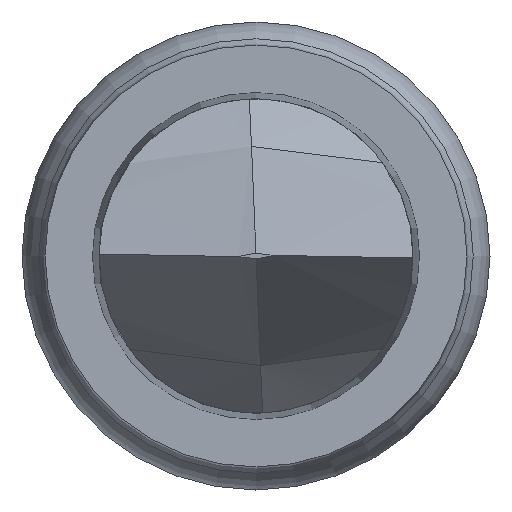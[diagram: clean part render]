
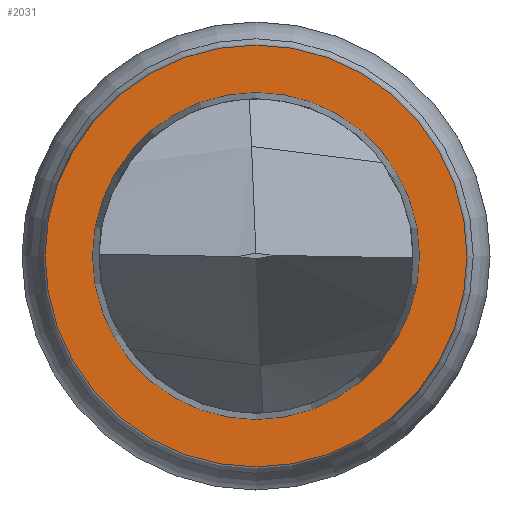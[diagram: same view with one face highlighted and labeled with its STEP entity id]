
A CAD part, left-side view. The second image highlights one B-rep face of the part: STEP entity #2031.
In plain terms, the highlighted planar face has unit normal (-1, 0, 0).
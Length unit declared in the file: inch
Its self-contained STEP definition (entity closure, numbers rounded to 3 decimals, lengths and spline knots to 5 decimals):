
#24 = CARTESIAN_POINT ( 'NONE',  ( 0., 0., -0.01879 ) ) ;
#135 = ORIENTED_EDGE ( 'NONE', *, *, #643, .T. ) ;
#163 = DIRECTION ( 'NONE',  ( 0., 0., -1. ) ) ;
#277 = PLANE ( 'NONE',  #1049 ) ;
#300 = CARTESIAN_POINT ( 'NONE',  ( 0., 0., 0. ) ) ;
#307 = FACE_OUTER_BOUND ( 'NONE', #1122, .T. ) ;
#494 = EDGE_CURVE ( 'NONE', #1958, #1958, #2088, .T. ) ;
#575 = FACE_BOUND ( 'NONE', #1212, .T. ) ;
#643 = EDGE_CURVE ( 'NONE', #1318, #1318, #1764, .T. ) ;
#792 = CARTESIAN_POINT ( 'NONE',  ( 0., 0.02725, 0. ) ) ;
#935 = DIRECTION ( 'NONE',  ( 1., 0., 0. ) ) ;
#1034 = DIRECTION ( 'NONE',  ( 1., 0., 0. ) ) ;
#1049 = AXIS2_PLACEMENT_3D ( 'NONE', #792, #1618, #163 ) ;
#1114 = CARTESIAN_POINT ( 'NONE',  ( 0., 0., -0.02425 ) ) ;
#1122 = EDGE_LOOP ( 'NONE', ( #1431 ) ) ;
#1150 = AXIS2_PLACEMENT_3D ( 'NONE', #300, #935, #2108 ) ;
#1212 = EDGE_LOOP ( 'NONE', ( #135 ) ) ;
#1318 = VERTEX_POINT ( 'NONE', #24 ) ;
#1370 = CARTESIAN_POINT ( 'NONE',  ( 0., 0., 0. ) ) ;
#1431 = ORIENTED_EDGE ( 'NONE', *, *, #494, .F. ) ;
#1454 = AXIS2_PLACEMENT_3D ( 'NONE', #1370, #1034, #1693 ) ;
#1618 = DIRECTION ( 'NONE',  ( 1., 0., 0. ) ) ;
#1693 = DIRECTION ( 'NONE',  ( 0., 0., -1. ) ) ;
#1764 = CIRCLE ( 'NONE', #1150, 0.01879 ) ;
#1958 = VERTEX_POINT ( 'NONE', #1114 ) ;
#2031 = ADVANCED_FACE ( 'NONE', ( #575, #307 ), #277, .F. ) ;
#2088 = CIRCLE ( 'NONE', #1454, 0.02425 ) ;
#2108 = DIRECTION ( 'NONE',  ( 0., 0., -1. ) ) ;
